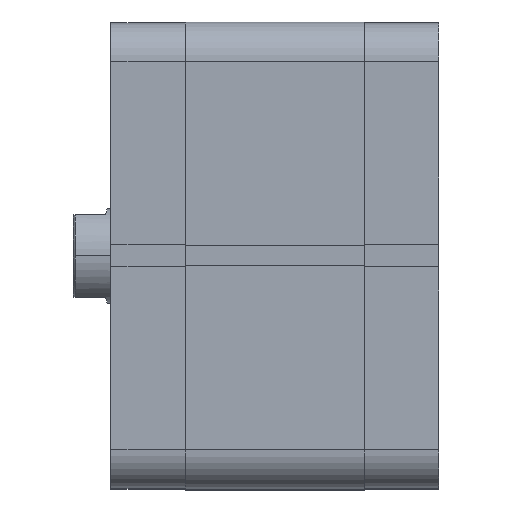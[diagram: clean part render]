
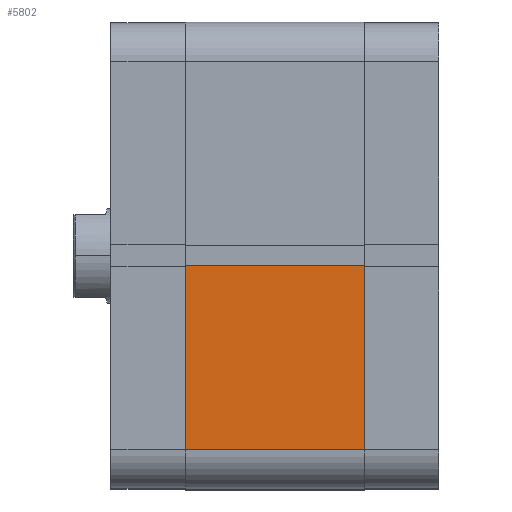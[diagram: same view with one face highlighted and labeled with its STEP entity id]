
A CAD part, top view. The second image highlights one B-rep face of the part: STEP entity #5802.
In plain terms, the highlighted face is planar.
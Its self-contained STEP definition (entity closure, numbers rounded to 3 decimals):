
#492 = EDGE_LOOP ( 'NONE', ( #1483, #1482, #1481, #1480 ) ) ;
#683 = VERTEX_POINT ( 'NONE', #3060 ) ;
#713 = VERTEX_POINT ( 'NONE', #3090 ) ;
#714 = VERTEX_POINT ( 'NONE', #3091 ) ;
#1037 = VERTEX_POINT ( 'NONE', #3359 ) ;
#1480 = ORIENTED_EDGE ( 'NONE', *, *, #6138, .T. ) ;
#1481 = ORIENTED_EDGE ( 'NONE', *, *, #6142, .T. ) ;
#1482 = ORIENTED_EDGE ( 'NONE', *, *, #6135, .F. ) ;
#1483 = ORIENTED_EDGE ( 'NONE', *, *, #6134, .F. ) ;
#2585 = FACE_OUTER_BOUND ( 'NONE', #492, .T. ) ;
#3060 = CARTESIAN_POINT ( 'NONE',  ( 2.6, 62., 0. ) ) ;
#3090 = CARTESIAN_POINT ( 'NONE',  ( 51.5, 62., -47.5 ) ) ;
#3091 = CARTESIAN_POINT ( 'NONE',  ( 51.5, 62., 0. ) ) ;
#3359 = CARTESIAN_POINT ( 'NONE',  ( 2.6, 62., -47.5 ) ) ;
#3700 = CARTESIAN_POINT ( 'NONE',  ( 2.6, 62., -47.5 ) ) ;
#3701 = PLANE ( 'NONE',  #6406 ) ;
#3703 = DIRECTION ( 'NONE',  ( 0., 1., 0. ) ) ;
#3704 = DIRECTION ( 'NONE',  ( 0., 0., 1. ) ) ;
#4698 = CARTESIAN_POINT ( 'NONE',  ( 2.6, 62., 0. ) ) ;
#4699 = DIRECTION ( 'NONE',  ( -1., 0., 0. ) ) ;
#4700 = CARTESIAN_POINT ( 'NONE',  ( 51.5, 62., -47.5 ) ) ;
#4701 = DIRECTION ( 'NONE',  ( 0., 0., 1. ) ) ;
#4705 = CARTESIAN_POINT ( 'NONE',  ( 2.6, 62., -47.5 ) ) ;
#4706 = CARTESIAN_POINT ( 'NONE',  ( 2.6, 62., -47.5 ) ) ;
#4707 = DIRECTION ( 'NONE',  ( 0., 0., 1. ) ) ;
#4716 = DIRECTION ( 'NONE',  ( -1., 0., 0. ) ) ;
#5259 = LINE ( 'NONE', #4698, #5260 ) ;
#5260 = VECTOR ( 'NONE', #4699, 1000. ) ;
#5261 = LINE ( 'NONE', #4700, #5262 ) ;
#5262 = VECTOR ( 'NONE', #4701, 1000. ) ;
#5267 = LINE ( 'NONE', #4706, #5268 ) ;
#5268 = VECTOR ( 'NONE', #4707, 1000. ) ;
#5271 = LINE ( 'NONE', #4705, #5275 ) ;
#5275 = VECTOR ( 'NONE', #4716, 1000. ) ;
#5802 = ADVANCED_FACE ( 'NONE', ( #2585 ), #3701, .T. ) ;
#6134 = EDGE_CURVE ( 'NONE', #714, #683, #5259, .T. ) ;
#6135 = EDGE_CURVE ( 'NONE', #713, #714, #5261, .T. ) ;
#6138 = EDGE_CURVE ( 'NONE', #1037, #683, #5267, .T. ) ;
#6142 = EDGE_CURVE ( 'NONE', #713, #1037, #5271, .T. ) ;
#6406 = AXIS2_PLACEMENT_3D ( 'NONE', #3700, #3703, #3704 ) ;
